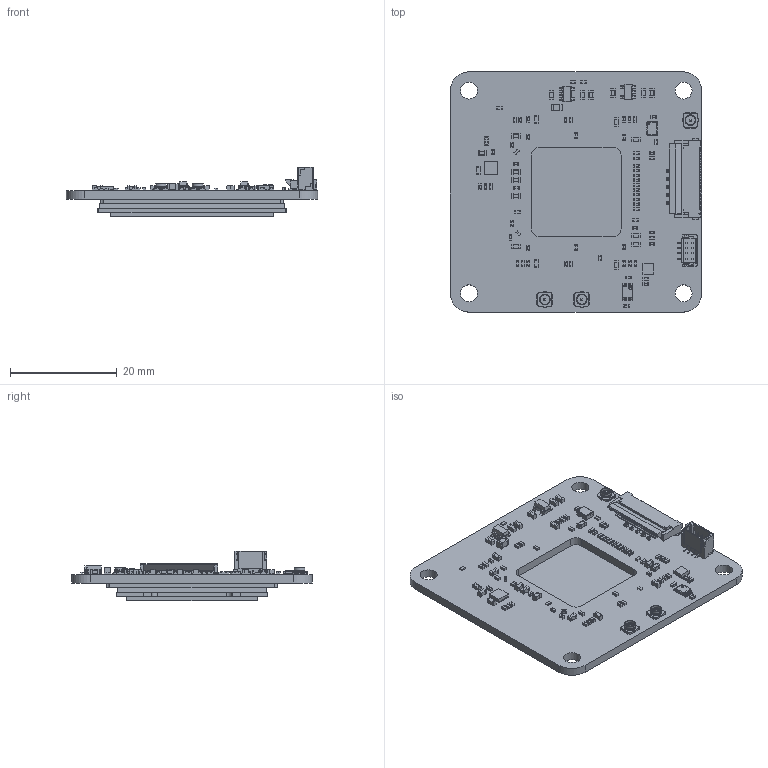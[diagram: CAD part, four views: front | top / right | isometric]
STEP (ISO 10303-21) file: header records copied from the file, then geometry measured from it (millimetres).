
FILE_DESCRIPTION(/* description */ ('KiCad electronic assembly'),/* implementation_level */ '2;1');
FILE_NAME(/* name */ 'FourthirdEye_withSensor.step',/* time_stamp */ '2025-07-12T11:38:38-07:00',/* author */ (''),/* organization */ (''),/* preprocessor_version */ 'ST-DEVELOPER v20.1',/* originating_system */ 'Autodesk Translation Framework v14.10.0.0',/* authorisation */ '');
FILE_SCHEMA (('AUTOMOTIVE_DESIGN { 1 0 10303 214 3 1 1 }'));
Products named in the file (35): IMX294_MIPI_Breakout 1; ECS-2520S33-250-FN-TR; COMPOUND; TMP117MAIDRVR; COMPOUND_1; BM04B-SRSS-TBT(LF)(SN)--3DModel-STEP-56544; COMPOUND_2; L_0805_2012Metric; SOLID; L_0402_1005Metric; SOLID_1; XF2M-2215-1A; SOLID_2; DCU0008A; COMPOUND_3; NFM18PS105R0J3D; COMPOUND_4; TPS7A9001DSKR; COMPOUND_5; IMX294_MIPI_Breakout_Small PCB; SOT-23-5; SOLID_3; R_0402_1005Metric; SOLID_4; L_0603_1608Metric; SOLID_5; U.FL_Hirose_U.FL-R-SMT-1_Vertical; SOLID_6; C_0603_1608Metric; SOLID_7; C_0402_1005Metric; SOLID_8; DLM0QSN900HY2D; SOLID_9; IMX294
Assembly tree (119 placements, depth 3):
  IMX294_MIPI_Breakout 1
    DLM0QSN900HY2D  x5
      SOLID_9
    R_0402_1005Metric  x9
      SOLID_4
    ECS-2520S33-250-FN-TR
      COMPOUND
    C_0402_1005Metric  x53
      SOLID_8
    U.FL_Hirose_U.FL-R-SMT-1_Vertical  x3
      SOLID_6
    C_0603_1608Metric  x18
      SOLID_7
    TMP117MAIDRVR
      COMPOUND_1
    SOT-23-5  x2
      SOLID_3
    BM04B-SRSS-TBT(LF)(SN)--3DModel-STEP-56544
      COMPOUND_2
    L_0805_2012Metric
      SOLID
    L_0603_1608Metric  x2
      SOLID_5
    L_0402_1005Metric
      SOLID_1
    XF2M-2215-1A
      SOLID_2
    DCU0008A
      COMPOUND_3
    NFM18PS105R0J3D
      COMPOUND_4
    TPS7A9001DSKR
      COMPOUND_5
    IMX294_MIPI_Breakout_Small PCB
    IMX294
Bounding box: 47.1 x 45 x 9.36 mm (x, y, z)
Volume: 5436.4 mm3; surface area: 11946.6 mm2
Topology: 158 solids, 158 shells, 4812 faces, 12654 edges, 8330 vertices
Faces by surface type: plane 3438, cylinder 1346, sphere 19, cone 9
Full cylindrical faces by diameter (mm): 0.25 x1, 0.4 x3, 0.5 x1, 1.8 x3, 1.92 x3, 2 x6, 3.2 x4
Entity records: 73641 total; most frequent: CARTESIAN_POINT 14567, ORIENTED_EDGE 12116, DIRECTION 11460, EDGE_CURVE 6058, LINE 5418, VECTOR 5418, VERTEX_POINT 3984, AXIS2_PLACEMENT_3D 3021
